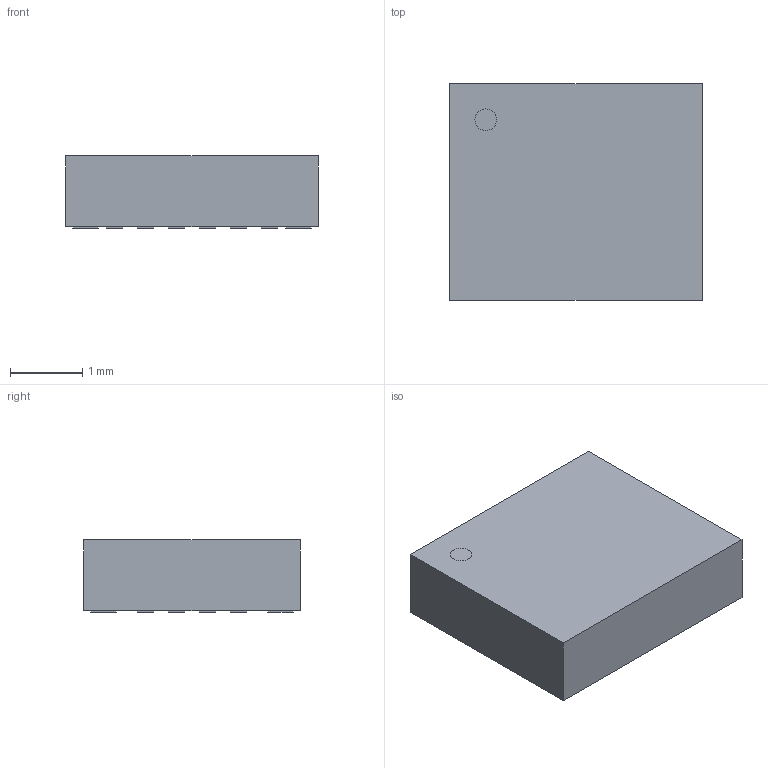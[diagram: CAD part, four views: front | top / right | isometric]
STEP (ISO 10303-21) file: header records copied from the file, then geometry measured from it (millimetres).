
FILE_DESCRIPTION(('FreeCAD Model'),'2;1');
FILE_NAME('LGA-24L_3.5x3_0.43p.step','2020-01-12T17:29:19',( 'kicad StepUp'),('ksu MCAD'),'Open CASCADE STEP processor 7.3', 'FreeCAD','Unknown');
FILE_SCHEMA(('AUTOMOTIVE_DESIGN { 1 0 10303 214 1 1 1 1 }'));
Length unit declared in the file: millimetre
Products named in the file (1): LGA-24L_3.5x3_0.43p
Bounding box: 3.5 x 3 x 1 mm (x, y, z)
Volume: 10.3 mm3; surface area: 34.3 mm2
Topology: 1 solids, 1 shells, 130 faces, 309 edges, 206 vertices
Faces by surface type: plane 128, cylinder 2
Entity records: 4601 total; most frequent: CARTESIAN_POINT 646, ORIENTED_EDGE 618, DIRECTION 575, EDGE_CURVE 309, LINE 305, VECTOR 305, VERTEX_POINT 206, FACE_BOUND 155
